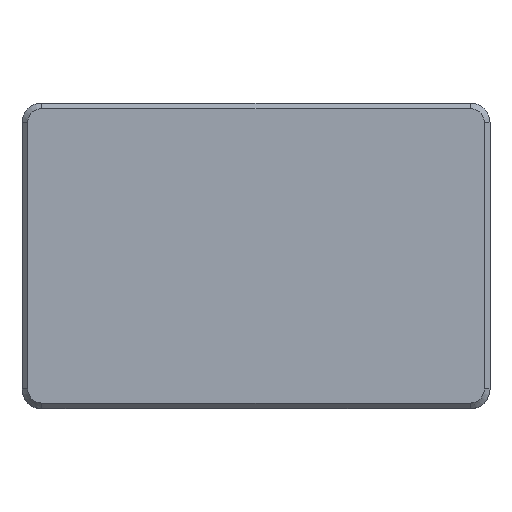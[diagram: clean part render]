
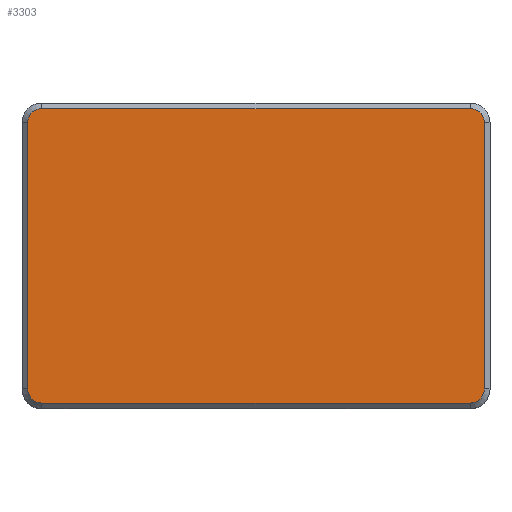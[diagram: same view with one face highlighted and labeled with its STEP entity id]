
A CAD part, top view. The second image highlights one B-rep face of the part: STEP entity #3303.
In plain terms, the highlighted planar face has unit normal (0, 0, 1).
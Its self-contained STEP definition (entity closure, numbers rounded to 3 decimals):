
#63=PLANE('',#3529);
#190=FACE_OUTER_BOUND('',#373,.T.);
#373=EDGE_LOOP('',(#2317,#2318,#2319,#2320,#2321,#2322,#2323,#2324));
#565=LINE('',#4821,#942);
#569=LINE('',#4833,#946);
#573=LINE('',#4845,#950);
#579=LINE('',#4861,#956);
#942=VECTOR('',#3830,10.);
#946=VECTOR('',#3842,10.);
#950=VECTOR('',#3854,10.);
#956=VECTOR('',#3868,10.);
#1315=CIRCLE('',#3507,2.5);
#1317=CIRCLE('',#3511,2.5);
#1319=CIRCLE('',#3515,2.5);
#1321=CIRCLE('',#3519,2.5);
#1436=VERTEX_POINT('',#4814);
#1439=VERTEX_POINT('',#4819);
#1440=VERTEX_POINT('',#4823);
#1442=VERTEX_POINT('',#4829);
#1444=VERTEX_POINT('',#4835);
#1446=VERTEX_POINT('',#4841);
#1448=VERTEX_POINT('',#4847);
#1450=VERTEX_POINT('',#4853);
#1763=EDGE_CURVE('',#1439,#1436,#565,.T.);
#1766=EDGE_CURVE('',#1436,#1440,#1315,.T.);
#1769=EDGE_CURVE('',#1440,#1442,#569,.T.);
#1772=EDGE_CURVE('',#1442,#1444,#1317,.T.);
#1775=EDGE_CURVE('',#1444,#1446,#573,.T.);
#1778=EDGE_CURVE('',#1446,#1448,#1319,.T.);
#1783=EDGE_CURVE('',#1448,#1450,#579,.T.);
#1785=EDGE_CURVE('',#1450,#1439,#1321,.T.);
#2317=ORIENTED_EDGE('',*,*,#1763,.F.);
#2318=ORIENTED_EDGE('',*,*,#1785,.F.);
#2319=ORIENTED_EDGE('',*,*,#1783,.F.);
#2320=ORIENTED_EDGE('',*,*,#1778,.F.);
#2321=ORIENTED_EDGE('',*,*,#1775,.F.);
#2322=ORIENTED_EDGE('',*,*,#1772,.F.);
#2323=ORIENTED_EDGE('',*,*,#1769,.F.);
#2324=ORIENTED_EDGE('',*,*,#1766,.F.);
#3303=ADVANCED_FACE('',(#190),#63,.T.);
#3507=AXIS2_PLACEMENT_3D('',#4827,#3836,#3837);
#3511=AXIS2_PLACEMENT_3D('',#4839,#3848,#3849);
#3515=AXIS2_PLACEMENT_3D('',#4851,#3860,#3861);
#3519=AXIS2_PLACEMENT_3D('',#4864,#3873,#3874);
#3529=AXIS2_PLACEMENT_3D('',#4901,#3907,#3908);
#3830=DIRECTION('',(0.,1.,0.));
#3836=DIRECTION('center_axis',(0.,0.,-1.));
#3837=DIRECTION('ref_axis',(-0.707,0.707,0.));
#3842=DIRECTION('',(1.,0.,0.));
#3848=DIRECTION('center_axis',(0.,0.,-1.));
#3849=DIRECTION('ref_axis',(0.707,0.707,0.));
#3854=DIRECTION('',(0.,-1.,0.));
#3860=DIRECTION('center_axis',(0.,0.,-1.));
#3861=DIRECTION('ref_axis',(0.707,-0.707,0.));
#3868=DIRECTION('',(-1.,0.,0.));
#3873=DIRECTION('center_axis',(0.,0.,-1.));
#3874=DIRECTION('ref_axis',(-0.707,-0.707,0.));
#3907=DIRECTION('center_axis',(0.,0.,1.));
#3908=DIRECTION('ref_axis',(1.,0.,0.));
#4814=CARTESIAN_POINT('',(-38.525,24.025,25.25));
#4819=CARTESIAN_POINT('',(-38.525,-23.025,25.25));
#4821=CARTESIAN_POINT('',(-38.525,13.75,25.25));
#4823=CARTESIAN_POINT('',(-36.025,26.525,25.25));
#4827=CARTESIAN_POINT('Origin',(-36.025,24.025,25.25));
#4829=CARTESIAN_POINT('',(39.725,26.525,25.25));
#4833=CARTESIAN_POINT('',(22.275,26.525,25.25));
#4835=CARTESIAN_POINT('',(42.225,24.025,25.25));
#4839=CARTESIAN_POINT('Origin',(39.725,24.025,25.25));
#4841=CARTESIAN_POINT('',(42.225,-23.025,25.25));
#4845=CARTESIAN_POINT('',(42.225,-12.75,25.25));
#4847=CARTESIAN_POINT('',(39.725,-25.525,25.25));
#4851=CARTESIAN_POINT('Origin',(39.725,-23.025,25.25));
#4853=CARTESIAN_POINT('',(-36.025,-25.525,25.25));
#4861=CARTESIAN_POINT('',(-18.575,-25.525,25.25));
#4864=CARTESIAN_POINT('Origin',(-36.025,-23.025,25.25));
#4901=CARTESIAN_POINT('Origin',(1.85,0.5,25.25));
